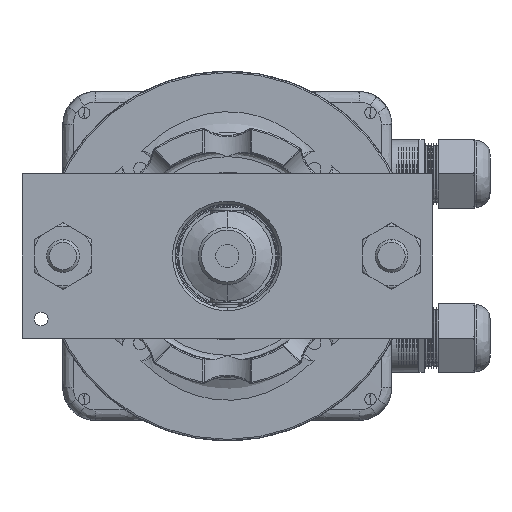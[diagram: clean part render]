
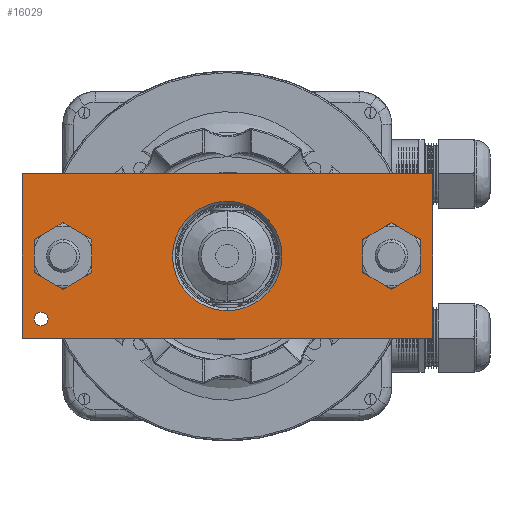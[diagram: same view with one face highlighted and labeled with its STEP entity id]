
A CAD part, front view. The second image highlights one B-rep face of the part: STEP entity #16029.
In plain terms, the highlighted planar face has unit normal (0, -1, 0).
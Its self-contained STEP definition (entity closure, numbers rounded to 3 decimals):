
#1871 = ORIENTED_EDGE ( 'NONE', *, *, #32851, .T. ) ;
#1873 = ORIENTED_EDGE ( 'NONE', *, *, #32881, .T. ) ;
#1875 = ORIENTED_EDGE ( 'NONE', *, *, #24097, .F. ) ;
#3258 = AXIS2_PLACEMENT_3D ( 'NONE', #67528, #67529, #67530 ) ;
#4147 = AXIS2_PLACEMENT_3D ( 'NONE', #57211, #57212, #57213 ) ;
#4148 = AXIS2_PLACEMENT_3D ( 'NONE', #57214, #57215, #57216 ) ;
#4149 = AXIS2_PLACEMENT_3D ( 'NONE', #57217, #57218, #57219 ) ;
#4150 = AXIS2_PLACEMENT_3D ( 'NONE', #57222, #57223, #57224 ) ;
#4159 = AXIS2_PLACEMENT_3D ( 'NONE', #57338, #57339, #57340 ) ;
#4161 = AXIS2_PLACEMENT_3D ( 'NONE', #57348, #57349, #57350 ) ;
#4163 = AXIS2_PLACEMENT_3D ( 'NONE', #57360, #57361, #57362 ) ;
#8567 = ORIENTED_EDGE ( 'NONE', *, *, #32847, .F. ) ;
#8569 = ORIENTED_EDGE ( 'NONE', *, *, #32846, .F. ) ;
#8571 = ORIENTED_EDGE ( 'NONE', *, *, #32864, .F. ) ;
#14095 = DIRECTION ( 'NONE',  ( 0., -1., 0. ) ) ;
#14114 = PLANE ( 'NONE',  #27183 ) ;
#14116 = CARTESIAN_POINT ( 'NONE',  ( 0., 0., 0. ) ) ;
#14120 = DIRECTION ( 'NONE',  ( 0., 0., -1. ) ) ;
#15913 = FACE_BOUND ( 'NONE', #18317, .T. ) ;
#15915 = FACE_BOUND ( 'NONE', #18315, .T. ) ;
#15917 = FACE_OUTER_BOUND ( 'NONE', #18320, .T. ) ;
#15919 = FACE_BOUND ( 'NONE', #18307, .T. ) ;
#15921 = FACE_BOUND ( 'NONE', #18313, .T. ) ;
#16029 = ADVANCED_FACE ( 'NONE', ( #15913, #15921, #15915, #15919, #15917 ), #14114, .T. ) ;
#18307 = EDGE_LOOP ( 'NONE', ( #36939, #29793 ) ) ;
#18313 = EDGE_LOOP ( 'NONE', ( #1873, #1871 ) ) ;
#18315 = EDGE_LOOP ( 'NONE', ( #36941, #36940 ) ) ;
#18317 = EDGE_LOOP ( 'NONE', ( #40791, #1875 ) ) ;
#18320 = EDGE_LOOP ( 'NONE', ( #18545, #8567, #8569, #8571 ) ) ;
#18545 = ORIENTED_EDGE ( 'NONE', *, *, #32848, .F. ) ;
#22032 = VERTEX_POINT ( 'NONE', #46675 ) ;
#22033 = VERTEX_POINT ( 'NONE', #46676 ) ;
#22036 = VERTEX_POINT ( 'NONE', #46687 ) ;
#22037 = VERTEX_POINT ( 'NONE', #46685 ) ;
#22040 = VERTEX_POINT ( 'NONE', #46689 ) ;
#22044 = VERTEX_POINT ( 'NONE', #46693 ) ;
#22048 = VERTEX_POINT ( 'NONE', #46697 ) ;
#22054 = VERTEX_POINT ( 'NONE', #46703 ) ;
#24097 = EDGE_CURVE ( 'NONE', #54138, #54139, #50303, .T. ) ;
#27183 = AXIS2_PLACEMENT_3D ( 'NONE', #14116, #14095, #14120 ) ;
#29793 = ORIENTED_EDGE ( 'NONE', *, *, #32849, .T. ) ;
#32846 = EDGE_CURVE ( 'NONE', #22048, #22054, #48088, .T. ) ;
#32847 = EDGE_CURVE ( 'NONE', #22054, #22040, #48090, .T. ) ;
#32848 = EDGE_CURVE ( 'NONE', #22040, #22044, #48094, .T. ) ;
#32849 = EDGE_CURVE ( 'NONE', #54146, #54145, #48096, .T. ) ;
#32850 = EDGE_CURVE ( 'NONE', #22033, #22032, #48092, .T. ) ;
#32851 = EDGE_CURVE ( 'NONE', #22037, #22036, #48098, .T. ) ;
#32852 = EDGE_CURVE ( 'NONE', #54139, #54138, #48099, .T. ) ;
#32864 = EDGE_CURVE ( 'NONE', #22044, #22048, #48117, .T. ) ;
#32881 = EDGE_CURVE ( 'NONE', #22036, #22037, #48137, .T. ) ;
#32885 = EDGE_CURVE ( 'NONE', #22032, #22033, #48145, .T. ) ;
#32889 = EDGE_CURVE ( 'NONE', #54145, #54146, #48151, .T. ) ;
#36939 = ORIENTED_EDGE ( 'NONE', *, *, #32889, .T. ) ;
#36940 = ORIENTED_EDGE ( 'NONE', *, *, #32850, .T. ) ;
#36941 = ORIENTED_EDGE ( 'NONE', *, *, #32885, .T. ) ;
#36948 = CARTESIAN_POINT ( 'NONE',  ( -68., 0., -20.5 ) ) ;
#36949 = CARTESIAN_POINT ( 'NONE',  ( -68., 0., -25.5 ) ) ;
#36955 = CARTESIAN_POINT ( 'NONE',  ( 60., 0., -7.1 ) ) ;
#36956 = CARTESIAN_POINT ( 'NONE',  ( 60., 0., 7.1 ) ) ;
#40791 = ORIENTED_EDGE ( 'NONE', *, *, #32852, .F. ) ;
#46675 = CARTESIAN_POINT ( 'NONE',  ( -60., 0., -7.1 ) ) ;
#46676 = CARTESIAN_POINT ( 'NONE',  ( -60., 0., 7.1 ) ) ;
#46685 = CARTESIAN_POINT ( 'NONE',  ( 0., 0., 20. ) ) ;
#46687 = CARTESIAN_POINT ( 'NONE',  ( 0., 0., -20. ) ) ;
#46689 = CARTESIAN_POINT ( 'NONE',  ( 75., 0., 30. ) ) ;
#46693 = CARTESIAN_POINT ( 'NONE',  ( 75., 0., -30. ) ) ;
#46697 = CARTESIAN_POINT ( 'NONE',  ( -75., 0., -30. ) ) ;
#46703 = CARTESIAN_POINT ( 'NONE',  ( -75., 0., 30. ) ) ;
#48088 = LINE ( 'NONE', #57200, #48093 ) ;
#48090 = LINE ( 'NONE', #57205, #48095 ) ;
#48092 = CIRCLE ( 'NONE', #4148, 7.1 ) ;
#48093 = VECTOR ( 'NONE', #57207, 1000. ) ;
#48094 = LINE ( 'NONE', #57209, #48097 ) ;
#48095 = VECTOR ( 'NONE', #57208, 1000. ) ;
#48096 = CIRCLE ( 'NONE', #4147, 7.1 ) ;
#48097 = VECTOR ( 'NONE', #57210, 1000. ) ;
#48098 = CIRCLE ( 'NONE', #4149, 20. ) ;
#48099 = CIRCLE ( 'NONE', #4150, 2.5 ) ;
#48117 = LINE ( 'NONE', #57252, #48120 ) ;
#48120 = VECTOR ( 'NONE', #57253, 1000. ) ;
#48137 = CIRCLE ( 'NONE', #4159, 20. ) ;
#48145 = CIRCLE ( 'NONE', #4161, 7.1 ) ;
#48151 = CIRCLE ( 'NONE', #4163, 7.1 ) ;
#50303 = CIRCLE ( 'NONE', #3258, 2.5 ) ;
#54138 = VERTEX_POINT ( 'NONE', #36948 ) ;
#54139 = VERTEX_POINT ( 'NONE', #36949 ) ;
#54145 = VERTEX_POINT ( 'NONE', #36955 ) ;
#54146 = VERTEX_POINT ( 'NONE', #36956 ) ;
#57200 = CARTESIAN_POINT ( 'NONE',  ( -75., 0., -30. ) ) ;
#57205 = CARTESIAN_POINT ( 'NONE',  ( 75., 0., 30. ) ) ;
#57207 = DIRECTION ( 'NONE',  ( 0., 0., 1. ) ) ;
#57208 = DIRECTION ( 'NONE',  ( 1., 0., 0. ) ) ;
#57209 = CARTESIAN_POINT ( 'NONE',  ( 75., 0., -30. ) ) ;
#57210 = DIRECTION ( 'NONE',  ( 0., 0., -1. ) ) ;
#57211 = CARTESIAN_POINT ( 'NONE',  ( 60., 0., 0. ) ) ;
#57212 = DIRECTION ( 'NONE',  ( 0., 1., 0. ) ) ;
#57213 = DIRECTION ( 'NONE',  ( 0., 0., -1. ) ) ;
#57214 = CARTESIAN_POINT ( 'NONE',  ( -60., 0., 0. ) ) ;
#57215 = DIRECTION ( 'NONE',  ( 0., 1., 0. ) ) ;
#57216 = DIRECTION ( 'NONE',  ( 0., 0., -1. ) ) ;
#57217 = CARTESIAN_POINT ( 'NONE',  ( 0., 0., 0. ) ) ;
#57218 = DIRECTION ( 'NONE',  ( 0., 1., 0. ) ) ;
#57219 = DIRECTION ( 'NONE',  ( 0., 0., -1. ) ) ;
#57222 = CARTESIAN_POINT ( 'NONE',  ( -68., 0., -23. ) ) ;
#57223 = DIRECTION ( 'NONE',  ( 0., -1., 0. ) ) ;
#57224 = DIRECTION ( 'NONE',  ( 0., 0., -1. ) ) ;
#57252 = CARTESIAN_POINT ( 'NONE',  ( 75., 0., -30. ) ) ;
#57253 = DIRECTION ( 'NONE',  ( -1., 0., 0. ) ) ;
#57338 = CARTESIAN_POINT ( 'NONE',  ( 0., 0., 0. ) ) ;
#57339 = DIRECTION ( 'NONE',  ( 0., 1., 0. ) ) ;
#57340 = DIRECTION ( 'NONE',  ( 0., 0., -1. ) ) ;
#57348 = CARTESIAN_POINT ( 'NONE',  ( -60., 0., 0. ) ) ;
#57349 = DIRECTION ( 'NONE',  ( 0., 1., 0. ) ) ;
#57350 = DIRECTION ( 'NONE',  ( 0., 0., -1. ) ) ;
#57360 = CARTESIAN_POINT ( 'NONE',  ( 60., 0., 0. ) ) ;
#57361 = DIRECTION ( 'NONE',  ( 0., 1., 0. ) ) ;
#57362 = DIRECTION ( 'NONE',  ( 0., 0., -1. ) ) ;
#67528 = CARTESIAN_POINT ( 'NONE',  ( -68., 0., -23. ) ) ;
#67529 = DIRECTION ( 'NONE',  ( 0., -1., 0. ) ) ;
#67530 = DIRECTION ( 'NONE',  ( 0., 0., -1. ) ) ;
